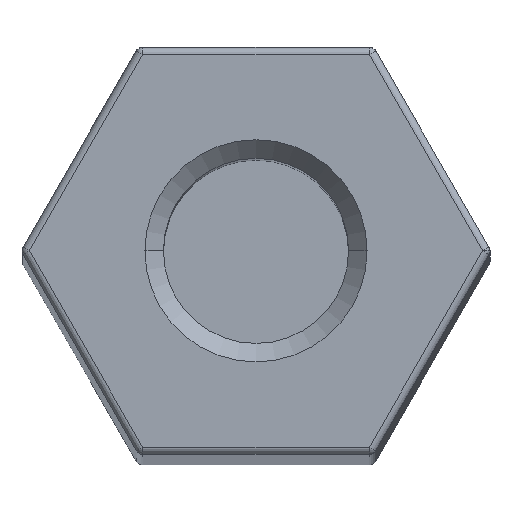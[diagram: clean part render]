
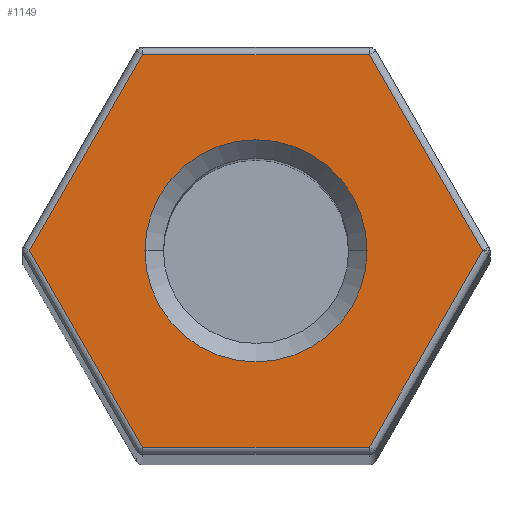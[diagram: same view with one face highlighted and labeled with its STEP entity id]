
A CAD part, top view. The second image highlights one B-rep face of the part: STEP entity #1149.
In plain terms, the highlighted planar face has unit normal (0, 0, 1).
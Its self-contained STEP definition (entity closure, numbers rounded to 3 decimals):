
#29 = ORIENTED_EDGE ( 'NONE', *, *, #1074, .T. ) ;
#112 = ORIENTED_EDGE ( 'NONE', *, *, #1014, .T. ) ;
#124 = DIRECTION ( 'NONE',  ( 0.5, 0.866, 0. ) ) ;
#130 = CARTESIAN_POINT ( 'NONE',  ( 3.089, 0.05, 80. ) ) ;
#135 = ORIENTED_EDGE ( 'NONE', *, *, #1056, .T. ) ;
#140 = DIRECTION ( 'NONE',  ( 1., 0., 0. ) ) ;
#141 = DIRECTION ( 'NONE',  ( 0., 0., -1. ) ) ;
#142 = DIRECTION ( 'NONE',  ( 1., 0., 0. ) ) ;
#143 = CARTESIAN_POINT ( 'NONE',  ( 0., 0., 80. ) ) ;
#155 = DIRECTION ( 'NONE',  ( -0.5, 0.866, 0. ) ) ;
#159 = DIRECTION ( 'NONE',  ( 1., 0., 0. ) ) ;
#175 = CARTESIAN_POINT ( 'NONE',  ( 1.588, -2.65, 80. ) ) ;
#181 = AXIS2_PLACEMENT_3D ( 'NONE', #143, #141, #140 ) ;
#187 = ORIENTED_EDGE ( 'NONE', *, *, #794, .T. ) ;
#203 = CARTESIAN_POINT ( 'NONE',  ( 1.501, 2.7, 80. ) ) ;
#246 = FACE_BOUND ( 'NONE', #409, .T. ) ;
#258 = AXIS2_PLACEMENT_3D ( 'NONE', #717, #709, #708 ) ;
#259 = DIRECTION ( 'NONE',  ( -1., 0., 0. ) ) ;
#262 = CARTESIAN_POINT ( 'NONE',  ( -1.588, 2.65, 80. ) ) ;
#270 = ORIENTED_EDGE ( 'NONE', *, *, #1066, .T. ) ;
#274 = CARTESIAN_POINT ( 'NONE',  ( 1.53, 2.65, 80. ) ) ;
#276 = DIRECTION ( 'NONE',  ( 0.5, -0.866, 0. ) ) ;
#293 = ORIENTED_EDGE ( 'NONE', *, *, #1070, .T. ) ;
#294 = CARTESIAN_POINT ( 'NONE',  ( -1.501, -2.7, 80. ) ) ;
#303 = LINE ( 'NONE', #203, #555 ) ;
#305 = ORIENTED_EDGE ( 'NONE', *, *, #1024, .T. ) ;
#313 = DIRECTION ( 'NONE',  ( -0.5, -0.866, 0. ) ) ;
#319 = CARTESIAN_POINT ( 'NONE',  ( -3.089, -0.05, 80. ) ) ;
#342 = CIRCLE ( 'NONE', #181, 1.5 ) ;
#351 = VERTEX_POINT ( 'NONE', #1331 ) ;
#367 = VERTEX_POINT ( 'NONE', #1330 ) ;
#375 = VECTOR ( 'NONE', #313, 1000. ) ;
#409 = EDGE_LOOP ( 'NONE', ( #187, #270 ) ) ;
#411 = LINE ( 'NONE', #294, #896 ) ;
#421 = CARTESIAN_POINT ( 'NONE',  ( 3.06, 0., 80. ) ) ;
#474 = VERTEX_POINT ( 'NONE', #1294 ) ;
#485 = AXIS2_PLACEMENT_3D ( 'NONE', #487, #765, #142 ) ;
#487 = CARTESIAN_POINT ( 'NONE',  ( 3.175, 0., 80. ) ) ;
#538 = CIRCLE ( 'NONE', #258, 1.5 ) ;
#555 = VECTOR ( 'NONE', #155, 1000. ) ;
#583 = LINE ( 'NONE', #175, #1067 ) ;
#691 = CARTESIAN_POINT ( 'NONE',  ( -1.53, -2.65, 80. ) ) ;
#706 = CARTESIAN_POINT ( 'NONE',  ( -3.06, 0., 80. ) ) ;
#708 = DIRECTION ( 'NONE',  ( 1., 0., 0. ) ) ;
#709 = DIRECTION ( 'NONE',  ( 0., 0., -1. ) ) ;
#717 = CARTESIAN_POINT ( 'NONE',  ( 0., 0., 80. ) ) ;
#761 = PLANE ( 'NONE',  #485 ) ;
#765 = DIRECTION ( 'NONE',  ( 0., 0., 1. ) ) ;
#779 = CARTESIAN_POINT ( 'NONE',  ( -1.53, 2.65, 80. ) ) ;
#781 = VERTEX_POINT ( 'NONE', #779 ) ;
#786 = FACE_OUTER_BOUND ( 'NONE', #960, .T. ) ;
#794 = EDGE_CURVE ( 'NONE', #367, #474, #538, .T. ) ;
#800 = VERTEX_POINT ( 'NONE', #706 ) ;
#816 = VERTEX_POINT ( 'NONE', #691 ) ;
#896 = VECTOR ( 'NONE', #276, 1000. ) ;
#931 = LINE ( 'NONE', #319, #375 ) ;
#955 = VERTEX_POINT ( 'NONE', #421 ) ;
#960 = EDGE_LOOP ( 'NONE', ( #305, #112, #1353, #135, #29, #293 ) ) ;
#1012 = EDGE_CURVE ( 'NONE', #800, #816, #411, .T. ) ;
#1014 = EDGE_CURVE ( 'NONE', #781, #800, #931, .T. ) ;
#1024 = EDGE_CURVE ( 'NONE', #1051, #781, #1177, .T. ) ;
#1051 = VERTEX_POINT ( 'NONE', #274 ) ;
#1056 = EDGE_CURVE ( 'NONE', #816, #351, #583, .T. ) ;
#1066 = EDGE_CURVE ( 'NONE', #474, #367, #342, .T. ) ;
#1067 = VECTOR ( 'NONE', #159, 1000. ) ;
#1070 = EDGE_CURVE ( 'NONE', #955, #1051, #303, .T. ) ;
#1074 = EDGE_CURVE ( 'NONE', #351, #955, #1355, .T. ) ;
#1143 = VECTOR ( 'NONE', #259, 1000. ) ;
#1149 = ADVANCED_FACE ( 'NONE', ( #786, #246 ), #761, .T. ) ;
#1177 = LINE ( 'NONE', #262, #1143 ) ;
#1294 = CARTESIAN_POINT ( 'NONE',  ( -1.5, 0., 80. ) ) ;
#1326 = VECTOR ( 'NONE', #124, 1000. ) ;
#1330 = CARTESIAN_POINT ( 'NONE',  ( 1.5, 0., 80. ) ) ;
#1331 = CARTESIAN_POINT ( 'NONE',  ( 1.53, -2.65, 80. ) ) ;
#1353 = ORIENTED_EDGE ( 'NONE', *, *, #1012, .T. ) ;
#1355 = LINE ( 'NONE', #130, #1326 ) ;
